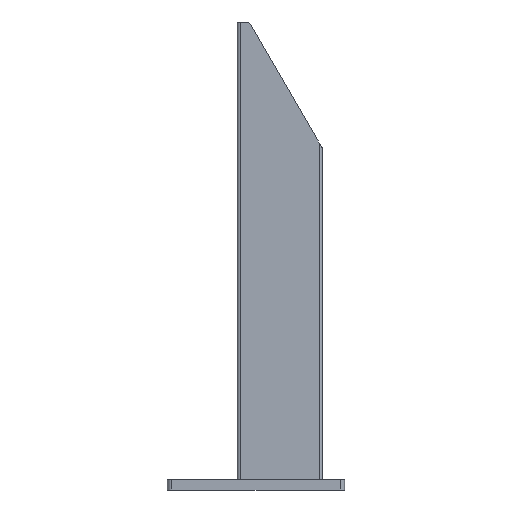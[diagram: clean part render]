
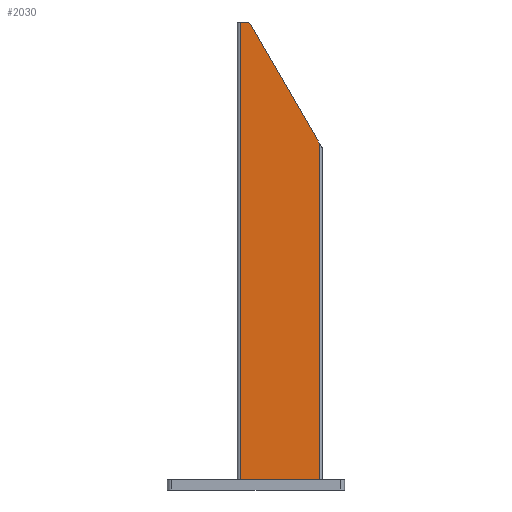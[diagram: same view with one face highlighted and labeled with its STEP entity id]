
A CAD part, left-side view. The second image highlights one B-rep face of the part: STEP entity #2030.
In plain terms, the highlighted planar face has unit normal (-1, 0, 0).
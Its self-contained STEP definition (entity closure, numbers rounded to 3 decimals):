
#81 = EDGE_CURVE ( 'NONE', #203, #2267, #2067, .T. ) ;
#130 = DIRECTION ( 'NONE',  ( -1., 0., 0. ) ) ;
#158 = VECTOR ( 'NONE', #1172, 1000. ) ;
#203 = VERTEX_POINT ( 'NONE', #1549 ) ;
#310 = VERTEX_POINT ( 'NONE', #784 ) ;
#453 = CARTESIAN_POINT ( 'NONE',  ( -17., 2.275, 220.5 ) ) ;
#565 = LINE ( 'NONE', #1470, #1349 ) ;
#587 = EDGE_CURVE ( 'NONE', #1395, #1813, #2273, .T. ) ;
#601 = VECTOR ( 'NONE', #2249, 1000. ) ;
#744 = VERTEX_POINT ( 'NONE', #1693 ) ;
#784 = CARTESIAN_POINT ( 'NONE',  ( -17., -30., 164.598 ) ) ;
#829 = ORIENTED_EDGE ( 'NONE', *, *, #1473, .T. ) ;
#850 = CARTESIAN_POINT ( 'NONE',  ( -17., 4.873, 222. ) ) ;
#935 = DIRECTION ( 'NONE',  ( 0., 1., 0. ) ) ;
#969 = ORIENTED_EDGE ( 'NONE', *, *, #81, .T. ) ;
#1078 = DIRECTION ( 'NONE',  ( 1., 0., 0. ) ) ;
#1094 = LINE ( 'NONE', #1483, #2429 ) ;
#1172 = DIRECTION ( 'NONE',  ( 0., 0., -1. ) ) ;
#1215 = ORIENTED_EDGE ( 'NONE', *, *, #587, .T. ) ;
#1247 = CARTESIAN_POINT ( 'NONE',  ( -17., 4.873, 219. ) ) ;
#1249 = CARTESIAN_POINT ( 'NONE',  ( -17., 7.5, 222. ) ) ;
#1297 = CARTESIAN_POINT ( 'NONE',  ( -17., 7.5, 222. ) ) ;
#1323 = FACE_OUTER_BOUND ( 'NONE', #1477, .T. ) ;
#1325 = DIRECTION ( 'NONE',  ( 0., 0.5, 0.866 ) ) ;
#1349 = VECTOR ( 'NONE', #1325, 1000. ) ;
#1357 = CARTESIAN_POINT ( 'NONE',  ( -17., -30., 4.75 ) ) ;
#1387 = AXIS2_PLACEMENT_3D ( 'NONE', #1247, #130, #2185 ) ;
#1395 = VERTEX_POINT ( 'NONE', #453 ) ;
#1470 = CARTESIAN_POINT ( 'NONE',  ( -17., 3.141, 222. ) ) ;
#1473 = EDGE_CURVE ( 'NONE', #310, #1395, #565, .T. ) ;
#1476 = LINE ( 'NONE', #1249, #601 ) ;
#1477 = EDGE_LOOP ( 'NONE', ( #829, #1215, #2439, #1867, #969, #1541 ) ) ;
#1483 = CARTESIAN_POINT ( 'NONE',  ( -17., 7.5, 222. ) ) ;
#1495 = EDGE_CURVE ( 'NONE', #744, #1813, #1094, .T. ) ;
#1541 = ORIENTED_EDGE ( 'NONE', *, *, #2105, .F. ) ;
#1549 = CARTESIAN_POINT ( 'NONE',  ( -17., 7.5, 4.75 ) ) ;
#1585 = VECTOR ( 'NONE', #1861, 1000. ) ;
#1693 = CARTESIAN_POINT ( 'NONE',  ( -17., 7.5, 222. ) ) ;
#1813 = VERTEX_POINT ( 'NONE', #850 ) ;
#1861 = DIRECTION ( 'NONE',  ( 0., -1., 0. ) ) ;
#1867 = ORIENTED_EDGE ( 'NONE', *, *, #2465, .T. ) ;
#1873 = AXIS2_PLACEMENT_3D ( 'NONE', #1297, #1078, #935 ) ;
#1887 = PLANE ( 'NONE',  #1873 ) ;
#1889 = DIRECTION ( 'NONE',  ( 0., -1., 0. ) ) ;
#1949 = CARTESIAN_POINT ( 'NONE',  ( -17., -30., 222. ) ) ;
#2030 = ADVANCED_FACE ( 'NONE', ( #1323 ), #1887, .F. ) ;
#2054 = CARTESIAN_POINT ( 'NONE',  ( -17., 7.5, 4.75 ) ) ;
#2067 = LINE ( 'NONE', #2054, #1585 ) ;
#2105 = EDGE_CURVE ( 'NONE', #310, #2267, #2117, .T. ) ;
#2117 = LINE ( 'NONE', #1949, #158 ) ;
#2185 = DIRECTION ( 'NONE',  ( 0., 1., 0. ) ) ;
#2249 = DIRECTION ( 'NONE',  ( 0., 0., -1. ) ) ;
#2267 = VERTEX_POINT ( 'NONE', #1357 ) ;
#2273 = CIRCLE ( 'NONE', #1387, 3. ) ;
#2429 = VECTOR ( 'NONE', #1889, 1000. ) ;
#2439 = ORIENTED_EDGE ( 'NONE', *, *, #1495, .F. ) ;
#2465 = EDGE_CURVE ( 'NONE', #744, #203, #1476, .T. ) ;
